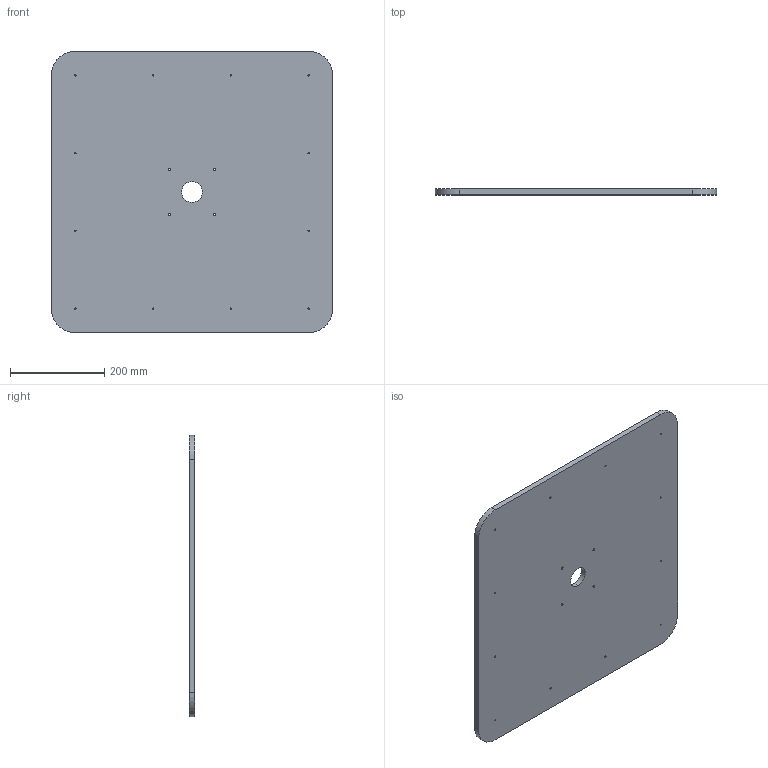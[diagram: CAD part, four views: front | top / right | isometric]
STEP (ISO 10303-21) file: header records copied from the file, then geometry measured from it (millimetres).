
FILE_DESCRIPTION (( 'STEP AP214' ), '1' );
FILE_NAME ('am-3587 Stone Plate.STEP', '2017-09-08T01:35:50', ( '' ), ( '' ), 'SwSTEP 2.0', 'SolidWorks 2017', '' );
FILE_SCHEMA (( 'AUTOMOTIVE_DESIGN' ));
Length unit declared in the file: inch
Products named in the file (2): am-3587 Stone Plate
Bounding box: 596.9 x 12 x 596.9 mm (x, y, z)
Volume: 4227965.2 mm3; surface area: 736239.4 mm2
Topology: 1 solids, 1 shells, 44 faces, 126 edges, 84 vertices
Faces by surface type: cylinder 38, plane 6
Entity records: 1609 total; most frequent: DIRECTION 294, CARTESIAN_POINT 256, ORIENTED_EDGE 252, EDGE_CURVE 126, AXIS2_PLACEMENT_3D 122, VERTEX_POINT 84, EDGE_LOOP 78, CIRCLE 76
